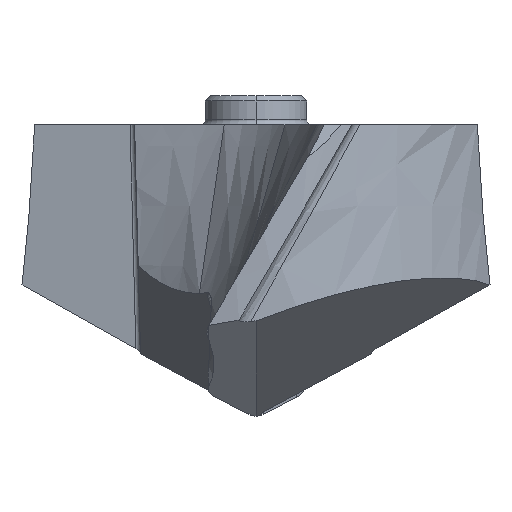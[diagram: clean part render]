
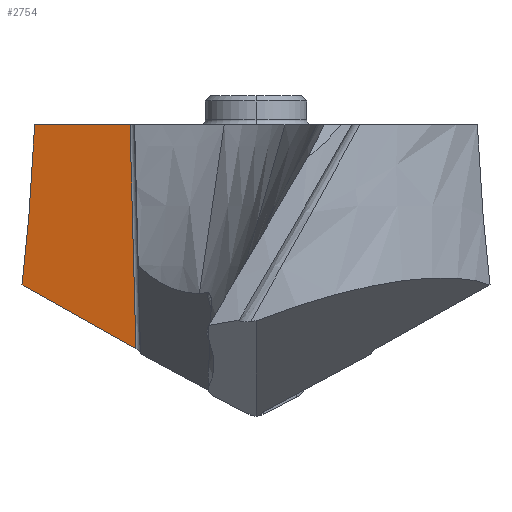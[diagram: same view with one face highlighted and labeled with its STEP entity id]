
A CAD part, left-side view. The second image highlights one B-rep face of the part: STEP entity #2754.
In plain terms, the highlighted planar face has unit normal (-0.925, 0.337, 0.174).
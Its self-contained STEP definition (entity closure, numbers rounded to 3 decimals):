
#256=DIRECTION('',(-0.342,-0.94,0.));
#257=VECTOR('',#256,2.979);
#258=CARTESIAN_POINT('',(4.014,6.498,0.));
#259=LINE('',#258,#257);
#269=CARTESIAN_POINT('',(4.014,6.498,0.));
#564=DIRECTION('',(0.379,0.808,0.451));
#565=VECTOR('',#564,4.137);
#566=CARTESIAN_POINT('',(1.701,3.527,-6.568));
#567=LINE('',#566,#565);
#1063=DIRECTION('',(-0.193,-0.026,-0.981));
#1064=VECTOR('',#1063,6.697);
#1065=CARTESIAN_POINT('',(2.996,3.699,
0.));
#1066=LINE('',#1065,#1064);
#1086=CARTESIAN_POINT('',(1.701,3.527,-6.568));
#1095=CARTESIAN_POINT('',(3.268,6.87,-4.703));
#1096=CARTESIAN_POINT('',(3.296,6.846,-4.501));
#1097=CARTESIAN_POINT('',(3.357,6.798,-4.084));
#1098=CARTESIAN_POINT('',(3.457,6.732,-3.427));
#1099=CARTESIAN_POINT('',(3.568,6.669,-2.71));
#1100=CARTESIAN_POINT('',(3.696,6.61,-1.916));
#1101=CARTESIAN_POINT('',(3.842,6.554,-1.028));
#1102=CARTESIAN_POINT('',(3.955,6.517,
-0.355));
#1103=CARTESIAN_POINT('',(4.014,6.498,0.));
#1436=VERTEX_POINT('',#269);
#1437=CARTESIAN_POINT('',(2.996,3.699,
0.));
#1438=VERTEX_POINT('',#1437);
#1505=VERTEX_POINT('',#1086);
#1506=CARTESIAN_POINT('',(3.268,6.87,-4.703));
#1507=VERTEX_POINT('',#1506);
#2742=CARTESIAN_POINT('',(-0.378,3.123,
-16.861));
#2743=DIRECTION('',(0.925,-0.337,-0.174));
#2744=DIRECTION('',(-0.326,-0.941,0.089));
#2745=AXIS2_PLACEMENT_3D('',#2742,#2743,#2744);
#2746=PLANE('',#2745);
#2748=ORIENTED_EDGE('',*,*,#2747,.T.);
#2749=ORIENTED_EDGE('',*,*,#1761,.T.);
#2750=ORIENTED_EDGE('',*,*,#2734,.T.);
#2751=ORIENTED_EDGE('',*,*,#2074,.T.);
#2752=EDGE_LOOP('',(#2748,#2749,#2750,#2751));
#2753=FACE_OUTER_BOUND('',#2752,.F.);
#1104=B_SPLINE_CURVE_WITH_KNOTS('',3,(#1095,#1096,#1097,#1098,#1099,#1100,#1101,
#1102,#1103),.UNSPECIFIED.,.F.,.F.,(4,1,1,1,1,1,4),(0.,0.167,
0.333,0.5,0.667,0.833,1.),
.UNSPECIFIED.);
#1761=EDGE_CURVE('',#1436,#1438,#259,.T.);
#2074=EDGE_CURVE('',#1505,#1507,#567,.T.);
#2734=EDGE_CURVE('',#1438,#1505,#1066,.T.);
#2747=EDGE_CURVE('',#1507,#1436,#1104,.T.);
#2754=ADVANCED_FACE('',(#2753),#2746,.F.);
